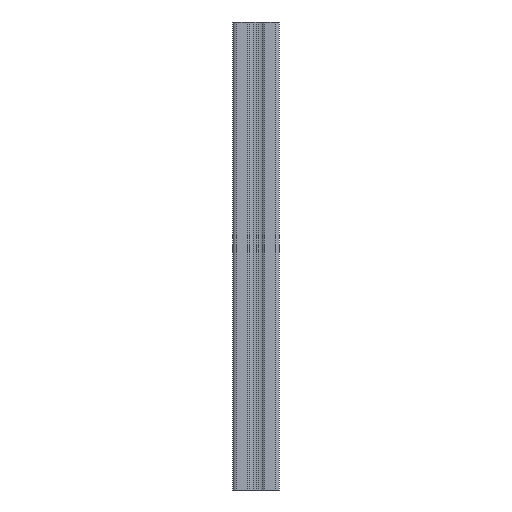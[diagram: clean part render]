
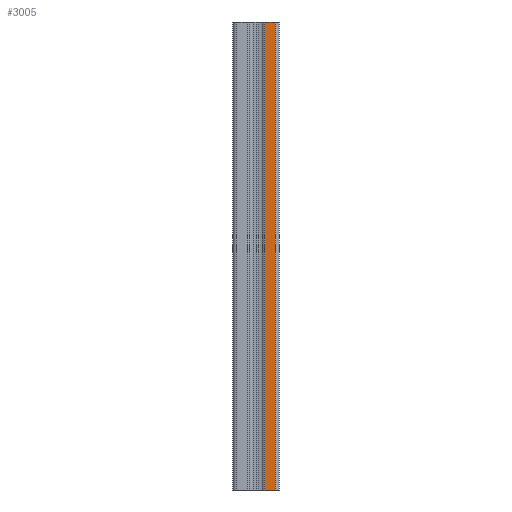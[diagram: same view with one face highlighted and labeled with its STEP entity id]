
A CAD part, front view. The second image highlights one B-rep face of the part: STEP entity #3005.
In plain terms, the highlighted planar face has unit normal (0, -1, 0).
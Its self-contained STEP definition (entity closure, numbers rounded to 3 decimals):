
#72 = PLANE('',#73);
#73 = AXIS2_PLACEMENT_3D('',#74,#75,#76);
#74 = CARTESIAN_POINT('',(5.414,-5.414,200.));
#75 = DIRECTION('',(0.,0.,1.));
#76 = DIRECTION('',(-1.,-0.,-0.));
#126 = PLANE('',#127);
#127 = AXIS2_PLACEMENT_3D('',#128,#129,#130);
#128 = CARTESIAN_POINT('',(5.414,-5.414,0.));
#129 = DIRECTION('',(0.,0.,1.));
#130 = DIRECTION('',(-1.,-0.,-0.));
#721 = VERTEX_POINT('',#722);
#722 = CARTESIAN_POINT('',(8.289,-10.,0.));
#737 = CYLINDRICAL_SURFACE('',#738,1.711);
#738 = AXIS2_PLACEMENT_3D('',#739,#740,#741);
#739 = CARTESIAN_POINT('',(8.289,-8.289,0.));
#740 = DIRECTION('',(0.,0.,-1.));
#741 = DIRECTION('',(-1.,-0.,-0.));
#749 = EDGE_CURVE('',#721,#750,#752,.T.);
#750 = VERTEX_POINT('',#751);
#751 = CARTESIAN_POINT('',(3.659,-10.,0.));
#752 = SURFACE_CURVE('',#753,(#757,#764),.PCURVE_S1.);
#753 = LINE('',#754,#755);
#754 = CARTESIAN_POINT('',(8.289,-10.,0.));
#755 = VECTOR('',#756,1.);
#756 = DIRECTION('',(-1.,-0.,-0.));
#757 = PCURVE('',#126,#758);
#758 = DEFINITIONAL_REPRESENTATION('',(#759),#763);
#759 = LINE('',#760,#761);
#760 = CARTESIAN_POINT('',(-2.876,4.586));
#761 = VECTOR('',#762,1.);
#762 = DIRECTION('',(1.,0.));
#763 = ( GEOMETRIC_REPRESENTATION_CONTEXT(2) 
PARAMETRIC_REPRESENTATION_CONTEXT() REPRESENTATION_CONTEXT('2D SPACE',''
  ) );
#764 = PCURVE('',#765,#770);
#765 = PLANE('',#766);
#766 = AXIS2_PLACEMENT_3D('',#767,#768,#769);
#767 = CARTESIAN_POINT('',(8.289,-10.,0.));
#768 = DIRECTION('',(0.,-1.,0.));
#769 = DIRECTION('',(-1.,-0.,-0.));
#770 = DEFINITIONAL_REPRESENTATION('',(#771),#775);
#771 = LINE('',#772,#773);
#772 = CARTESIAN_POINT('',(-0.,0.));
#773 = VECTOR('',#774,1.);
#774 = DIRECTION('',(1.,-0.));
#775 = ( GEOMETRIC_REPRESENTATION_CONTEXT(2) 
PARAMETRIC_REPRESENTATION_CONTEXT() REPRESENTATION_CONTEXT('2D SPACE',''
  ) );
#794 = CYLINDRICAL_SURFACE('',#795,0.8);
#795 = AXIS2_PLACEMENT_3D('',#796,#797,#798);
#796 = CARTESIAN_POINT('',(3.659,-9.2,0.));
#797 = DIRECTION('',(0.,0.,-1.));
#798 = DIRECTION('',(-1.,-0.,-0.));
#1195 = VERTEX_POINT('',#1196);
#1196 = CARTESIAN_POINT('',(8.289,-10.,200.));
#1218 = EDGE_CURVE('',#1195,#1219,#1221,.T.);
#1219 = VERTEX_POINT('',#1220);
#1220 = CARTESIAN_POINT('',(3.659,-10.,200.));
#1221 = SURFACE_CURVE('',#1222,(#1226,#1233),.PCURVE_S1.);
#1222 = LINE('',#1223,#1224);
#1223 = CARTESIAN_POINT('',(8.289,-10.,200.));
#1224 = VECTOR('',#1225,1.);
#1225 = DIRECTION('',(-1.,-0.,-0.));
#1226 = PCURVE('',#72,#1227);
#1227 = DEFINITIONAL_REPRESENTATION('',(#1228),#1232);
#1228 = LINE('',#1229,#1230);
#1229 = CARTESIAN_POINT('',(-2.876,4.586));
#1230 = VECTOR('',#1231,1.);
#1231 = DIRECTION('',(1.,0.));
#1232 = ( GEOMETRIC_REPRESENTATION_CONTEXT(2) 
PARAMETRIC_REPRESENTATION_CONTEXT() REPRESENTATION_CONTEXT('2D SPACE',''
  ) );
#1233 = PCURVE('',#765,#1234);
#1234 = DEFINITIONAL_REPRESENTATION('',(#1235),#1239);
#1235 = LINE('',#1236,#1237);
#1236 = CARTESIAN_POINT('',(-0.,-200.));
#1237 = VECTOR('',#1238,1.);
#1238 = DIRECTION('',(1.,-0.));
#1239 = ( GEOMETRIC_REPRESENTATION_CONTEXT(2) 
PARAMETRIC_REPRESENTATION_CONTEXT() REPRESENTATION_CONTEXT('2D SPACE',''
  ) );
#2982 = EDGE_CURVE('',#721,#1195,#2983,.T.);
#2983 = SURFACE_CURVE('',#2984,(#2988,#2995),.PCURVE_S1.);
#2984 = LINE('',#2985,#2986);
#2985 = CARTESIAN_POINT('',(8.289,-10.,0.));
#2986 = VECTOR('',#2987,1.);
#2987 = DIRECTION('',(0.,0.,1.));
#2988 = PCURVE('',#737,#2989);
#2989 = DEFINITIONAL_REPRESENTATION('',(#2990),#2994);
#2990 = LINE('',#2991,#2992);
#2991 = CARTESIAN_POINT('',(-1.571,0.));
#2992 = VECTOR('',#2993,1.);
#2993 = DIRECTION('',(-0.,-1.));
#2994 = ( GEOMETRIC_REPRESENTATION_CONTEXT(2) 
PARAMETRIC_REPRESENTATION_CONTEXT() REPRESENTATION_CONTEXT('2D SPACE',''
  ) );
#2995 = PCURVE('',#765,#2996);
#2996 = DEFINITIONAL_REPRESENTATION('',(#2997),#3001);
#2997 = LINE('',#2998,#2999);
#2998 = CARTESIAN_POINT('',(-0.,0.));
#2999 = VECTOR('',#3000,1.);
#3000 = DIRECTION('',(0.,-1.));
#3001 = ( GEOMETRIC_REPRESENTATION_CONTEXT(2) 
PARAMETRIC_REPRESENTATION_CONTEXT() REPRESENTATION_CONTEXT('2D SPACE',''
  ) );
#3005 = ADVANCED_FACE('',(#3006),#765,.T.);
#3006 = FACE_BOUND('',#3007,.T.);
#3007 = EDGE_LOOP('',(#3008,#3009,#3010,#3031));
#3008 = ORIENTED_EDGE('',*,*,#2982,.T.);
#3009 = ORIENTED_EDGE('',*,*,#1218,.T.);
#3010 = ORIENTED_EDGE('',*,*,#3011,.F.);
#3011 = EDGE_CURVE('',#750,#1219,#3012,.T.);
#3012 = SURFACE_CURVE('',#3013,(#3017,#3024),.PCURVE_S1.);
#3013 = LINE('',#3014,#3015);
#3014 = CARTESIAN_POINT('',(3.659,-10.,0.));
#3015 = VECTOR('',#3016,1.);
#3016 = DIRECTION('',(0.,0.,1.));
#3017 = PCURVE('',#765,#3018);
#3018 = DEFINITIONAL_REPRESENTATION('',(#3019),#3023);
#3019 = LINE('',#3020,#3021);
#3020 = CARTESIAN_POINT('',(4.63,-0.));
#3021 = VECTOR('',#3022,1.);
#3022 = DIRECTION('',(0.,-1.));
#3023 = ( GEOMETRIC_REPRESENTATION_CONTEXT(2) 
PARAMETRIC_REPRESENTATION_CONTEXT() REPRESENTATION_CONTEXT('2D SPACE',''
  ) );
#3024 = PCURVE('',#794,#3025);
#3025 = DEFINITIONAL_REPRESENTATION('',(#3026),#3030);
#3026 = LINE('',#3027,#3028);
#3027 = CARTESIAN_POINT('',(-1.571,0.));
#3028 = VECTOR('',#3029,1.);
#3029 = DIRECTION('',(-0.,-1.));
#3030 = ( GEOMETRIC_REPRESENTATION_CONTEXT(2) 
PARAMETRIC_REPRESENTATION_CONTEXT() REPRESENTATION_CONTEXT('2D SPACE',''
  ) );
#3031 = ORIENTED_EDGE('',*,*,#749,.F.);
